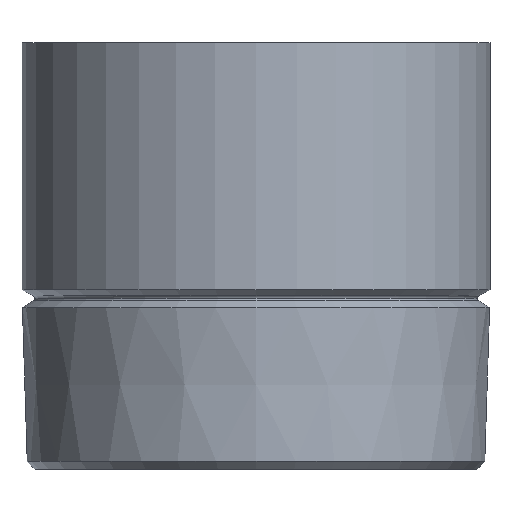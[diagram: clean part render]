
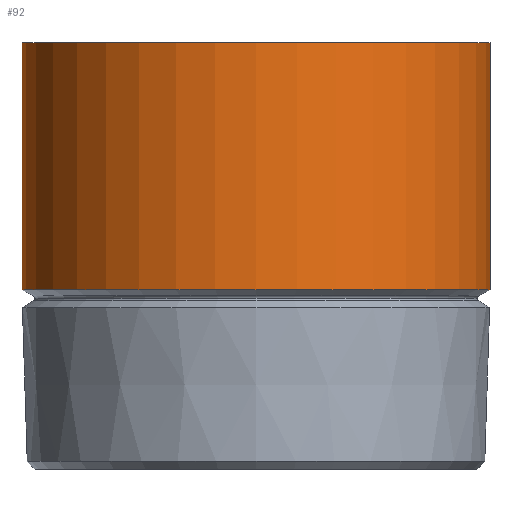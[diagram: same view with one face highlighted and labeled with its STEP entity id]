
A CAD part, front view. The second image highlights one B-rep face of the part: STEP entity #92.
In plain terms, the highlighted cylindrical face has radius 30.15 mm (diameter 60.3 mm), a partial arc.
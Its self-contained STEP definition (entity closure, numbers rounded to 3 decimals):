
#18 = VERTEX_POINT ( 'NONE', #201 ) ;
#25 = VERTEX_POINT ( 'NONE', #191 ) ;
#26 = EDGE_CURVE ( 'NONE', #105, #25, #190, .T. ) ;
#74 = EDGE_CURVE ( 'NONE', #108, #18, #529, .T. ) ;
#82 = ORIENTED_EDGE ( 'NONE', *, *, #156, .F. ) ;
#86 = ORIENTED_EDGE ( 'NONE', *, *, #74, .T. ) ;
#92 = ADVANCED_FACE ( 'NONE', ( #532 ), #548, .T. ) ;
#104 = ORIENTED_EDGE ( 'NONE', *, *, #26, .F. ) ;
#105 = VERTEX_POINT ( 'NONE', #293 ) ;
#108 = VERTEX_POINT ( 'NONE', #287 ) ;
#144 = EDGE_LOOP ( 'NONE', ( #104, #82, #86, #153 ) ) ;
#153 = ORIENTED_EDGE ( 'NONE', *, *, #154, .F. ) ;
#154 = EDGE_CURVE ( 'NONE', #25, #18, #350, .T. ) ;
#156 = EDGE_CURVE ( 'NONE', #108, #105, #341, .T. ) ;
#187 = DIRECTION ( 'NONE',  ( 0., 0., 1. ) ) ;
#188 = VECTOR ( 'NONE', #187, 1000. ) ;
#189 = CARTESIAN_POINT ( 'NONE',  ( -30.15, 0., 0. ) ) ;
#190 = LINE ( 'NONE', #189, #188 ) ;
#191 = CARTESIAN_POINT ( 'NONE',  ( -30.15, 0., 0. ) ) ;
#201 = CARTESIAN_POINT ( 'NONE',  ( 30.15, 0., 0. ) ) ;
#287 = CARTESIAN_POINT ( 'NONE',  ( 30.15, 0., -31.856 ) ) ;
#293 = CARTESIAN_POINT ( 'NONE',  ( -30.15, 0., -31.856 ) ) ;
#341 = CIRCLE ( 'NONE', #400, 30.15 ) ;
#346 = DIRECTION ( 'NONE',  ( 1., 0., 0. ) ) ;
#347 = DIRECTION ( 'NONE',  ( 0., 0., 1. ) ) ;
#348 = CARTESIAN_POINT ( 'NONE',  ( 0., 0., 0. ) ) ;
#349 = AXIS2_PLACEMENT_3D ( 'NONE', #348, #347, #346 ) ;
#350 = CIRCLE ( 'NONE', #349, 30.15 ) ;
#397 = DIRECTION ( 'NONE',  ( 1., 0., 0. ) ) ;
#398 = DIRECTION ( 'NONE',  ( 0., 0., -1. ) ) ;
#399 = CARTESIAN_POINT ( 'NONE',  ( 0., 0., -31.856 ) ) ;
#400 = AXIS2_PLACEMENT_3D ( 'NONE', #399, #398, #397 ) ;
#513 = DIRECTION ( 'NONE',  ( 0., 0., 1. ) ) ;
#526 = CARTESIAN_POINT ( 'NONE',  ( 30.15, 0., 0. ) ) ;
#529 = LINE ( 'NONE', #526, #544 ) ;
#532 = FACE_OUTER_BOUND ( 'NONE', #144, .T. ) ;
#544 = VECTOR ( 'NONE', #513, 1000. ) ;
#548 = CYLINDRICAL_SURFACE ( 'NONE', #549, 30.15 ) ;
#549 = AXIS2_PLACEMENT_3D ( 'NONE', #552, #550, #551 ) ;
#550 = DIRECTION ( 'NONE',  ( 0., 0., 1. ) ) ;
#551 = DIRECTION ( 'NONE',  ( 1., 0., 0. ) ) ;
#552 = CARTESIAN_POINT ( 'NONE',  ( 0., 0., 0. ) ) ;
